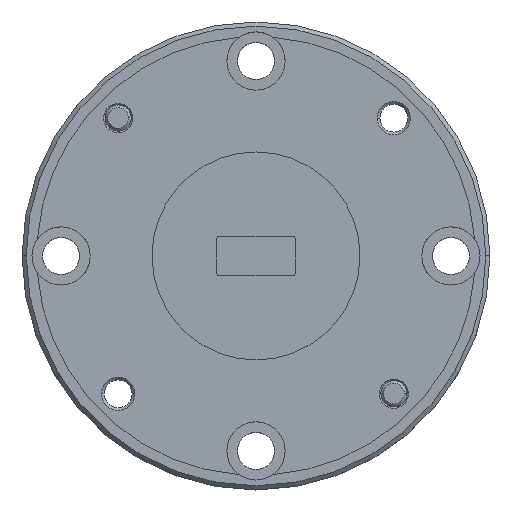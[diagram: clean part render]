
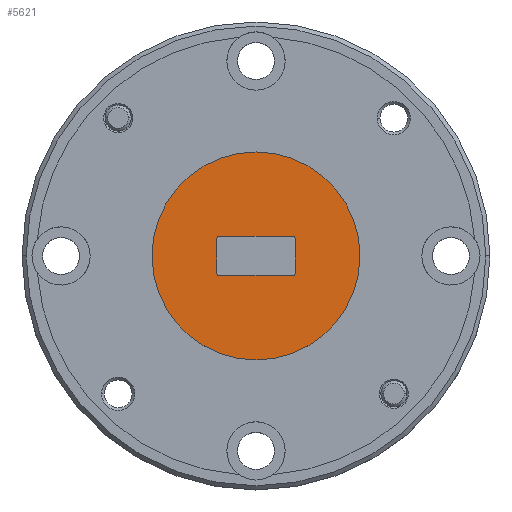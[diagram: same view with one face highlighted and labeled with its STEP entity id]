
A CAD part, top view. The second image highlights one B-rep face of the part: STEP entity #5621.
In plain terms, the highlighted planar face has unit normal (0, 0, 1).
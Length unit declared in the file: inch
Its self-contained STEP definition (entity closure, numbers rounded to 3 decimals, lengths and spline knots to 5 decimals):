
#32 = CARTESIAN_POINT ( 'NONE',  ( -0.094, -0.042, 0. ) ) ;
#46 = ORIENTED_EDGE ( 'NONE', *, *, #3051, .F. ) ;
#100 = ORIENTED_EDGE ( 'NONE', *, *, #4526, .T. ) ;
#123 = DIRECTION ( 'NONE',  ( 0., 0., -1. ) ) ;
#146 = AXIS2_PLACEMENT_3D ( 'NONE', #4777, #4458, #5277 ) ;
#220 = CARTESIAN_POINT ( 'NONE',  ( 0.089, 0.042, 0. ) ) ;
#233 = DIRECTION ( 'NONE',  ( 1., 0., 0. ) ) ;
#260 = DIRECTION ( 'NONE',  ( -1., 0., 0. ) ) ;
#333 = CIRCLE ( 'NONE', #3579, 0.005 ) ;
#478 = DIRECTION ( 'NONE',  ( 1., 0., 0. ) ) ;
#599 = VECTOR ( 'NONE', #260, 39.37008 ) ;
#718 = EDGE_LOOP ( 'NONE', ( #2941, #2421 ) ) ;
#732 = ORIENTED_EDGE ( 'NONE', *, *, #2781, .T. ) ;
#792 = VERTEX_POINT ( 'NONE', #2165 ) ;
#795 = CARTESIAN_POINT ( 'NONE',  ( 0., 0., 0. ) ) ;
#1091 = CARTESIAN_POINT ( 'NONE',  ( -0.094, -0.047, 0. ) ) ;
#1171 = CIRCLE ( 'NONE', #5054, 0.005 ) ;
#1393 = EDGE_CURVE ( 'NONE', #792, #4728, #4948, .T. ) ;
#1410 = DIRECTION ( 'NONE',  ( 1., 0., 0. ) ) ;
#1579 = DIRECTION ( 'NONE',  ( 1., 0., 0. ) ) ;
#1623 = VERTEX_POINT ( 'NONE', #5386 ) ;
#1646 = VERTEX_POINT ( 'NONE', #5207 ) ;
#1655 = EDGE_CURVE ( 'NONE', #5624, #1646, #3194, .T. ) ;
#1670 = VERTEX_POINT ( 'NONE', #2058 ) ;
#1677 = DIRECTION ( 'NONE',  ( 0., 0., -1. ) ) ;
#1728 = EDGE_CURVE ( 'NONE', #1670, #5467, #4709, .T. ) ;
#1908 = VECTOR ( 'NONE', #4338, 39.37008 ) ;
#1930 = CIRCLE ( 'NONE', #3987, 0.005 ) ;
#2058 = CARTESIAN_POINT ( 'NONE',  ( -0.089, -0.047, 0. ) ) ;
#2099 = CARTESIAN_POINT ( 'NONE',  ( 0.094, -0.042, 0. ) ) ;
#2124 = DIRECTION ( 'NONE',  ( 0., 1., 0. ) ) ;
#2165 = CARTESIAN_POINT ( 'NONE',  ( 0.089, 0.047, 0. ) ) ;
#2174 = LINE ( 'NONE', #4354, #3853 ) ;
#2239 = CARTESIAN_POINT ( 'NONE',  ( -0.25, 0., 0. ) ) ;
#2268 = ORIENTED_EDGE ( 'NONE', *, *, #1728, .F. ) ;
#2274 = CARTESIAN_POINT ( 'NONE',  ( -0.089, 0.042, 0. ) ) ;
#2302 = FACE_OUTER_BOUND ( 'NONE', #718, .T. ) ;
#2353 = PLANE ( 'NONE',  #3205 ) ;
#2368 = VECTOR ( 'NONE', #3774, 39.37008 ) ;
#2421 = ORIENTED_EDGE ( 'NONE', *, *, #1655, .T. ) ;
#2443 = CARTESIAN_POINT ( 'NONE',  ( 0.089, -0.047, 0. ) ) ;
#2482 = CARTESIAN_POINT ( 'NONE',  ( -0.094, -0.047, 0. ) ) ;
#2493 = VERTEX_POINT ( 'NONE', #32 ) ;
#2734 = CARTESIAN_POINT ( 'NONE',  ( -0.094, 0.047, 0. ) ) ;
#2781 = EDGE_CURVE ( 'NONE', #1670, #2493, #333, .T. ) ;
#2788 = FACE_BOUND ( 'NONE', #2807, .T. ) ;
#2807 = EDGE_LOOP ( 'NONE', ( #5242, #100, #46, #3337, #2268, #732, #3590, #3109 ) ) ;
#2941 = ORIENTED_EDGE ( 'NONE', *, *, #3130, .T. ) ;
#3051 = EDGE_CURVE ( 'NONE', #5161, #1623, #2174, .T. ) ;
#3109 = ORIENTED_EDGE ( 'NONE', *, *, #5051, .T. ) ;
#3130 = EDGE_CURVE ( 'NONE', #1646, #5624, #3191, .T. ) ;
#3191 = CIRCLE ( 'NONE', #146, 0.25 ) ;
#3194 = CIRCLE ( 'NONE', #5421, 0.25 ) ;
#3205 = AXIS2_PLACEMENT_3D ( 'NONE', #4577, #5307, #478 ) ;
#3218 = DIRECTION ( 'NONE',  ( 1., 0., 0. ) ) ;
#3229 = AXIS2_PLACEMENT_3D ( 'NONE', #220, #4211, #1579 ) ;
#3334 = LINE ( 'NONE', #1091, #2368 ) ;
#3337 = ORIENTED_EDGE ( 'NONE', *, *, #3409, .T. ) ;
#3409 = EDGE_CURVE ( 'NONE', #5161, #5467, #1930, .T. ) ;
#3579 = AXIS2_PLACEMENT_3D ( 'NONE', #3815, #1677, #5558 ) ;
#3590 = ORIENTED_EDGE ( 'NONE', *, *, #5475, .F. ) ;
#3699 = VERTEX_POINT ( 'NONE', #4843 ) ;
#3774 = DIRECTION ( 'NONE',  ( 0., -1., 0. ) ) ;
#3815 = CARTESIAN_POINT ( 'NONE',  ( -0.089, -0.042, 0. ) ) ;
#3842 = DIRECTION ( 'NONE',  ( 0., 0., 1. ) ) ;
#3853 = VECTOR ( 'NONE', #2124, 39.37008 ) ;
#3987 = AXIS2_PLACEMENT_3D ( 'NONE', #4419, #123, #3218 ) ;
#4069 = DIRECTION ( 'NONE',  ( 0., 0., -1. ) ) ;
#4211 = DIRECTION ( 'NONE',  ( 0., 0., -1. ) ) ;
#4338 = DIRECTION ( 'NONE',  ( 1., 0., 0. ) ) ;
#4354 = CARTESIAN_POINT ( 'NONE',  ( 0.094, -0.047, 0. ) ) ;
#4419 = CARTESIAN_POINT ( 'NONE',  ( 0.089, -0.042, 0. ) ) ;
#4458 = DIRECTION ( 'NONE',  ( 0., 0., 1. ) ) ;
#4526 = EDGE_CURVE ( 'NONE', #792, #1623, #5531, .T. ) ;
#4577 = CARTESIAN_POINT ( 'NONE',  ( 0., 0., 0. ) ) ;
#4709 = LINE ( 'NONE', #2482, #1908 ) ;
#4728 = VERTEX_POINT ( 'NONE', #5479 ) ;
#4777 = CARTESIAN_POINT ( 'NONE',  ( 0., 0., 0. ) ) ;
#4843 = CARTESIAN_POINT ( 'NONE',  ( -0.094, 0.042, 0. ) ) ;
#4948 = LINE ( 'NONE', #2734, #599 ) ;
#5051 = EDGE_CURVE ( 'NONE', #3699, #4728, #1171, .T. ) ;
#5054 = AXIS2_PLACEMENT_3D ( 'NONE', #2274, #4069, #1410 ) ;
#5161 = VERTEX_POINT ( 'NONE', #2099 ) ;
#5207 = CARTESIAN_POINT ( 'NONE',  ( 0.25, 0., 0. ) ) ;
#5242 = ORIENTED_EDGE ( 'NONE', *, *, #1393, .F. ) ;
#5277 = DIRECTION ( 'NONE',  ( 1., 0., 0. ) ) ;
#5307 = DIRECTION ( 'NONE',  ( 0., 0., 1. ) ) ;
#5386 = CARTESIAN_POINT ( 'NONE',  ( 0.094, 0.042, 0. ) ) ;
#5421 = AXIS2_PLACEMENT_3D ( 'NONE', #795, #3842, #233 ) ;
#5467 = VERTEX_POINT ( 'NONE', #2443 ) ;
#5475 = EDGE_CURVE ( 'NONE', #3699, #2493, #3334, .T. ) ;
#5479 = CARTESIAN_POINT ( 'NONE',  ( -0.089, 0.047, 0. ) ) ;
#5531 = CIRCLE ( 'NONE', #3229, 0.005 ) ;
#5558 = DIRECTION ( 'NONE',  ( 1., 0., 0. ) ) ;
#5621 = ADVANCED_FACE ( 'NONE', ( #2788, #2302 ), #2353, .T. ) ;
#5624 = VERTEX_POINT ( 'NONE', #2239 ) ;
